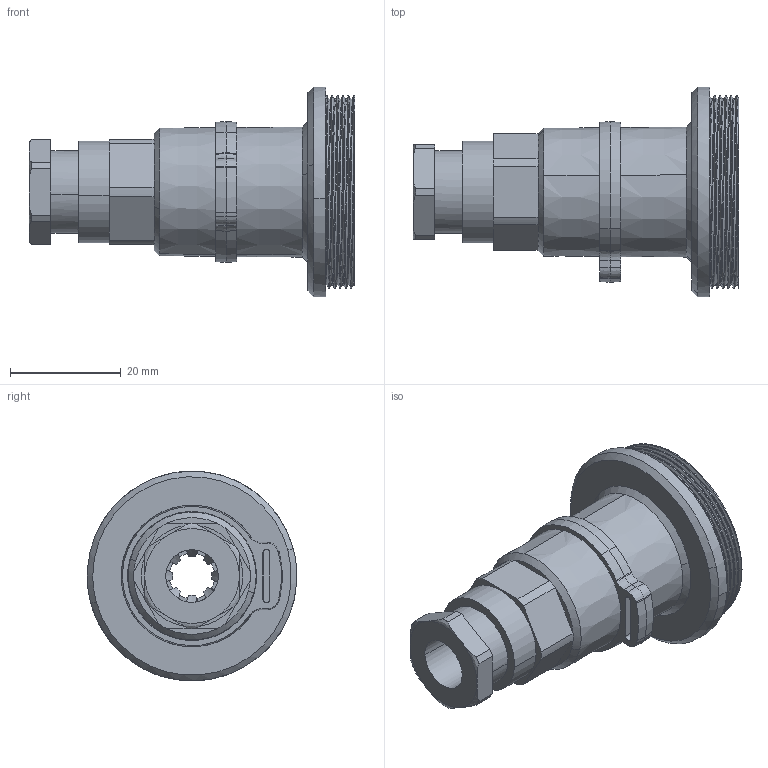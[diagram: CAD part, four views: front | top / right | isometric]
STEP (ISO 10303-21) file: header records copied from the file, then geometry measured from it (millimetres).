
FILE_DESCRIPTION(('STEP AP242'),'1');
FILE_NAME('px0732-p.stp','2023-05-18T03:36:11',('TraceParts'),('TraceParts S.A.'),'Spatial InterOp 3D',' ',' ');
FILE_SCHEMA(('AP242_MANAGED_MODEL_BASED_3D_ENGINEERING_MIM_LF {1 0 10303 442 1 1 4}'));
Length unit declared in the file: millimetre
Products named in the file (1): px0732-p_1
Bounding box: 59 x 37.95 x 37.96 mm (x, y, z)
Volume: 13211.8 mm3; surface area: 13850.9 mm2
Topology: 2 solids, 2 shells, 347 faces, 1117 edges, 773 vertices
Faces by surface type: cone 112, plane 109, cylinder 94, bspline 32
Entity records: 38503 total; most frequent: CARTESIAN_POINT 28433, ORIENTED_EDGE 2234, DIRECTION 1766, EDGE_CURVE 1117, VERTEX_POINT 773, AXIS2_PLACEMENT_3D 679, LINE 408, VECTOR 408
